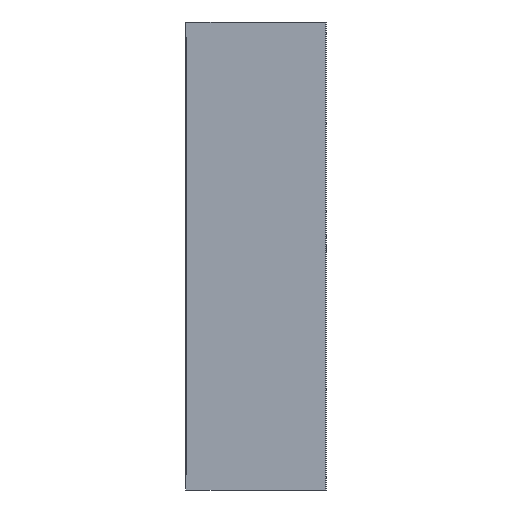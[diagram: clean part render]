
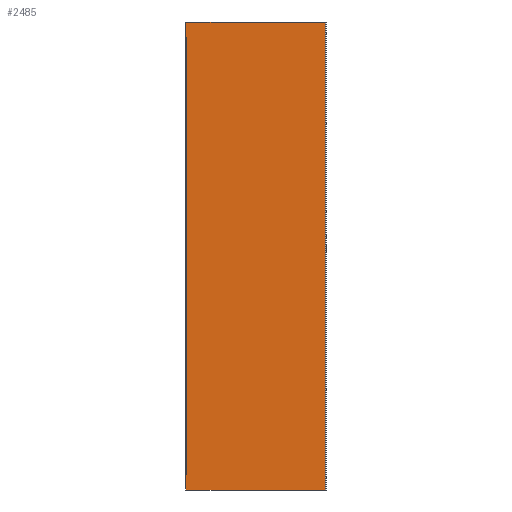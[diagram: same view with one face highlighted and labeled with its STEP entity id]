
A CAD part, front view. The second image highlights one B-rep face of the part: STEP entity #2485.
In plain terms, the highlighted planar face has unit normal (0, -1, 0).
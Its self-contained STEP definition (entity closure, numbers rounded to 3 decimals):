
#26 = VERTEX_POINT ( 'NONE', #2683 ) ;
#79 = CARTESIAN_POINT ( 'NONE',  ( 3., 0., 932.5 ) ) ;
#151 = CARTESIAN_POINT ( 'NONE',  ( 3., 0., 932.5 ) ) ;
#158 = ORIENTED_EDGE ( 'NONE', *, *, #1993, .T. ) ;
#163 = PLANE ( 'NONE',  #317 ) ;
#168 = CARTESIAN_POINT ( 'NONE',  ( 3., 0., -932.5 ) ) ;
#229 = CARTESIAN_POINT ( 'NONE',  ( 1.5, 0., 1000. ) ) ;
#317 = AXIS2_PLACEMENT_3D ( 'NONE', #375, #2384, #2821 ) ;
#375 = CARTESIAN_POINT ( 'NONE',  ( 1.5, 0., 1000. ) ) ;
#394 = DIRECTION ( 'NONE',  ( 0., 0., -1. ) ) ;
#403 = ORIENTED_EDGE ( 'NONE', *, *, #864, .F. ) ;
#473 = LINE ( 'NONE', #700, #756 ) ;
#476 = VECTOR ( 'NONE', #394, 1000. ) ;
#673 = VERTEX_POINT ( 'NONE', #79 ) ;
#685 = LINE ( 'NONE', #168, #1968 ) ;
#688 = VECTOR ( 'NONE', #1548, 1000. ) ;
#700 = CARTESIAN_POINT ( 'NONE',  ( 596., 0., 1000. ) ) ;
#756 = VECTOR ( 'NONE', #1396, 1000. ) ;
#788 = ORIENTED_EDGE ( 'NONE', *, *, #2320, .F. ) ;
#826 = VERTEX_POINT ( 'NONE', #1003 ) ;
#864 = EDGE_CURVE ( 'NONE', #673, #2262, #2074, .T. ) ;
#919 = EDGE_CURVE ( 'NONE', #2262, #826, #2366, .T. ) ;
#931 = ORIENTED_EDGE ( 'NONE', *, *, #1203, .T. ) ;
#933 = LINE ( 'NONE', #2781, #2189 ) ;
#986 = ORIENTED_EDGE ( 'NONE', *, *, #1466, .T. ) ;
#998 = DIRECTION ( 'NONE',  ( 0., 0., -1. ) ) ;
#1003 = CARTESIAN_POINT ( 'NONE',  ( 0., 0., 1000. ) ) ;
#1005 = VERTEX_POINT ( 'NONE', #2437 ) ;
#1046 = CARTESIAN_POINT ( 'NONE',  ( 0., 0., 932.5 ) ) ;
#1072 = ORIENTED_EDGE ( 'NONE', *, *, #2054, .F. ) ;
#1174 = DIRECTION ( 'NONE',  ( 0., 0., 1. ) ) ;
#1185 = CARTESIAN_POINT ( 'NONE',  ( 0., 0., -1000. ) ) ;
#1202 = CARTESIAN_POINT ( 'NONE',  ( 3., 0., 932. ) ) ;
#1203 = EDGE_CURVE ( 'NONE', #26, #2417, #933, .T. ) ;
#1217 = CARTESIAN_POINT ( 'NONE',  ( 3., 0., 1000. ) ) ;
#1336 = VERTEX_POINT ( 'NONE', #2620 ) ;
#1396 = DIRECTION ( 'NONE',  ( 0., 0., -1. ) ) ;
#1428 = VERTEX_POINT ( 'NONE', #2034 ) ;
#1466 = EDGE_CURVE ( 'NONE', #673, #2458, #1569, .T. ) ;
#1486 = DIRECTION ( 'NONE',  ( 0., 0., 1. ) ) ;
#1548 = DIRECTION ( 'NONE',  ( 1., 0., 0. ) ) ;
#1551 = EDGE_CURVE ( 'NONE', #1005, #1428, #2404, .T. ) ;
#1569 = LINE ( 'NONE', #1775, #2295 ) ;
#1581 = ORIENTED_EDGE ( 'NONE', *, *, #2233, .F. ) ;
#1690 = CARTESIAN_POINT ( 'NONE',  ( 0., 0., 1000. ) ) ;
#1710 = CARTESIAN_POINT ( 'NONE',  ( 596., 0., -1000. ) ) ;
#1711 = DIRECTION ( 'NONE',  ( 1., 0., 0. ) ) ;
#1758 = FACE_OUTER_BOUND ( 'NONE', #2574, .T. ) ;
#1775 = CARTESIAN_POINT ( 'NONE',  ( 3., 0., 1000. ) ) ;
#1818 = DIRECTION ( 'NONE',  ( 0., 0., -1. ) ) ;
#1829 = LINE ( 'NONE', #1217, #476 ) ;
#1906 = VECTOR ( 'NONE', #1486, 1000. ) ;
#1907 = VECTOR ( 'NONE', #1174, 1000. ) ;
#1944 = ORIENTED_EDGE ( 'NONE', *, *, #1551, .F. ) ;
#1958 = DIRECTION ( 'NONE',  ( 1., 0., 0. ) ) ;
#1968 = VECTOR ( 'NONE', #1711, 1000. ) ;
#1993 = EDGE_CURVE ( 'NONE', #2458, #26, #1829, .T. ) ;
#2034 = CARTESIAN_POINT ( 'NONE',  ( 0., 0., -932.5 ) ) ;
#2054 = EDGE_CURVE ( 'NONE', #826, #1336, #2287, .T. ) ;
#2064 = LINE ( 'NONE', #2419, #2432 ) ;
#2074 = LINE ( 'NONE', #151, #2224 ) ;
#2086 = CARTESIAN_POINT ( 'NONE',  ( 3., 0., -932.5 ) ) ;
#2189 = VECTOR ( 'NONE', #998, 1000. ) ;
#2224 = VECTOR ( 'NONE', #2607, 1000. ) ;
#2233 = EDGE_CURVE ( 'NONE', #1428, #2417, #685, .T. ) ;
#2262 = VERTEX_POINT ( 'NONE', #1046 ) ;
#2287 = LINE ( 'NONE', #229, #688 ) ;
#2295 = VECTOR ( 'NONE', #1818, 1000. ) ;
#2320 = EDGE_CURVE ( 'NONE', #1336, #2854, #473, .T. ) ;
#2366 = LINE ( 'NONE', #1690, #1906 ) ;
#2384 = DIRECTION ( 'NONE',  ( 0., 1., 0. ) ) ;
#2404 = LINE ( 'NONE', #1185, #1907 ) ;
#2417 = VERTEX_POINT ( 'NONE', #2086 ) ;
#2419 = CARTESIAN_POINT ( 'NONE',  ( 1.5, 0., -1000. ) ) ;
#2432 = VECTOR ( 'NONE', #1958, 1000. ) ;
#2437 = CARTESIAN_POINT ( 'NONE',  ( 0., 0., -1000. ) ) ;
#2458 = VERTEX_POINT ( 'NONE', #1202 ) ;
#2485 = ADVANCED_FACE ( 'NONE', ( #1758 ), #163, .F. ) ;
#2565 = ORIENTED_EDGE ( 'NONE', *, *, #2809, .T. ) ;
#2574 = EDGE_LOOP ( 'NONE', ( #2565, #788, #1072, #2893, #403, #986, #158, #931, #1581, #1944 ) ) ;
#2607 = DIRECTION ( 'NONE',  ( -1., 0., 0. ) ) ;
#2620 = CARTESIAN_POINT ( 'NONE',  ( 596., 0., 1000. ) ) ;
#2683 = CARTESIAN_POINT ( 'NONE',  ( 3., 0., -932. ) ) ;
#2781 = CARTESIAN_POINT ( 'NONE',  ( 3., 0., 1000. ) ) ;
#2809 = EDGE_CURVE ( 'NONE', #1005, #2854, #2064, .T. ) ;
#2821 = DIRECTION ( 'NONE',  ( -1., 0., 0. ) ) ;
#2854 = VERTEX_POINT ( 'NONE', #1710 ) ;
#2893 = ORIENTED_EDGE ( 'NONE', *, *, #919, .F. ) ;
